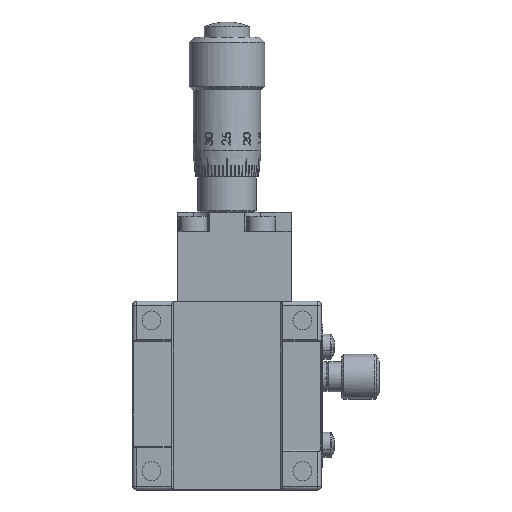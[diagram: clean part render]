
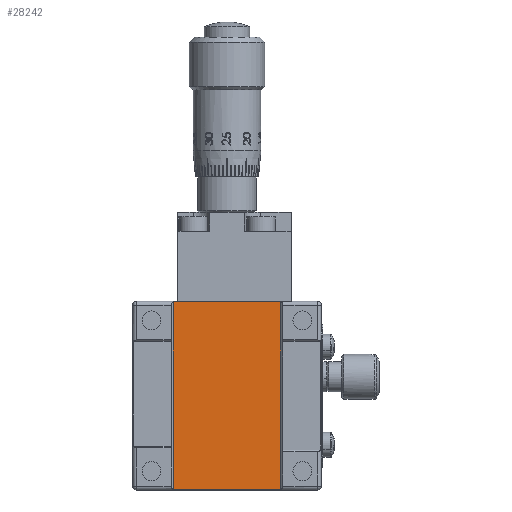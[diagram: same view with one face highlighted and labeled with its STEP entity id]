
A CAD part, front view. The second image highlights one B-rep face of the part: STEP entity #28242.
In plain terms, the highlighted planar face has unit normal (0, -1, 0).
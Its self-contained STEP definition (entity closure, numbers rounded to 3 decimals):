
#719 = LINE ( 'NONE', #43099, #43605 ) ;
#1526 = LINE ( 'NONE', #14601, #12561 ) ;
#4063 = PLANE ( 'NONE',  #29658 ) ;
#4533 = ORIENTED_EDGE ( 'NONE', *, *, #22975, .T. ) ;
#6091 = VERTEX_POINT ( 'NONE', #19849 ) ;
#7380 = DIRECTION ( 'NONE',  ( 1., 0., 0. ) ) ;
#8238 = CARTESIAN_POINT ( 'NONE',  ( -7.1, 0.3, -12.5 ) ) ;
#9179 = ORIENTED_EDGE ( 'NONE', *, *, #46174, .T. ) ;
#9212 = EDGE_CURVE ( 'NONE', #13600, #6091, #22252, .T. ) ;
#9858 = LINE ( 'NONE', #45920, #31946 ) ;
#10603 = VERTEX_POINT ( 'NONE', #17125 ) ;
#12407 = DIRECTION ( 'NONE',  ( 0., 1., 0. ) ) ;
#12561 = VECTOR ( 'NONE', #22929, 1000. ) ;
#13600 = VERTEX_POINT ( 'NONE', #30495 ) ;
#14601 = CARTESIAN_POINT ( 'NONE',  ( 7.1, 0.3, 12.458 ) ) ;
#15754 = EDGE_CURVE ( 'NONE', #13600, #10603, #719, .T. ) ;
#17125 = CARTESIAN_POINT ( 'NONE',  ( -7.1, 0.3, 12.458 ) ) ;
#19849 = CARTESIAN_POINT ( 'NONE',  ( 7.1, 0.3, -12.458 ) ) ;
#20833 = ORIENTED_EDGE ( 'NONE', *, *, #15754, .F. ) ;
#22252 = LINE ( 'NONE', #52908, #41744 ) ;
#22391 = DIRECTION ( 'NONE',  ( 0., 0., 1. ) ) ;
#22929 = DIRECTION ( 'NONE',  ( -1., 0., 0. ) ) ;
#22975 = EDGE_CURVE ( 'NONE', #34199, #10603, #1526, .T. ) ;
#23348 = ORIENTED_EDGE ( 'NONE', *, *, #9212, .T. ) ;
#25245 = DIRECTION ( 'NONE',  ( 0., 0., 1. ) ) ;
#28242 = ADVANCED_FACE ( 'NONE', ( #40108 ), #4063, .F. ) ;
#29658 = AXIS2_PLACEMENT_3D ( 'NONE', #8238, #12407, #41437 ) ;
#30495 = CARTESIAN_POINT ( 'NONE',  ( -7.1, 0.3, -12.458 ) ) ;
#31946 = VECTOR ( 'NONE', #25245, 1000. ) ;
#32008 = CARTESIAN_POINT ( 'NONE',  ( 7.1, 0.3, 12.458 ) ) ;
#34199 = VERTEX_POINT ( 'NONE', #32008 ) ;
#40108 = FACE_OUTER_BOUND ( 'NONE', #48419, .T. ) ;
#41437 = DIRECTION ( 'NONE',  ( -1., 0., 0. ) ) ;
#41744 = VECTOR ( 'NONE', #7380, 1000. ) ;
#43099 = CARTESIAN_POINT ( 'NONE',  ( -7.1, 0.3, -12.5 ) ) ;
#43605 = VECTOR ( 'NONE', #22391, 1000. ) ;
#45920 = CARTESIAN_POINT ( 'NONE',  ( 7.1, 0.3, -12.5 ) ) ;
#46174 = EDGE_CURVE ( 'NONE', #6091, #34199, #9858, .T. ) ;
#48419 = EDGE_LOOP ( 'NONE', ( #20833, #23348, #9179, #4533 ) ) ;
#52908 = CARTESIAN_POINT ( 'NONE',  ( -7.1, 0.3, -12.458 ) ) ;
